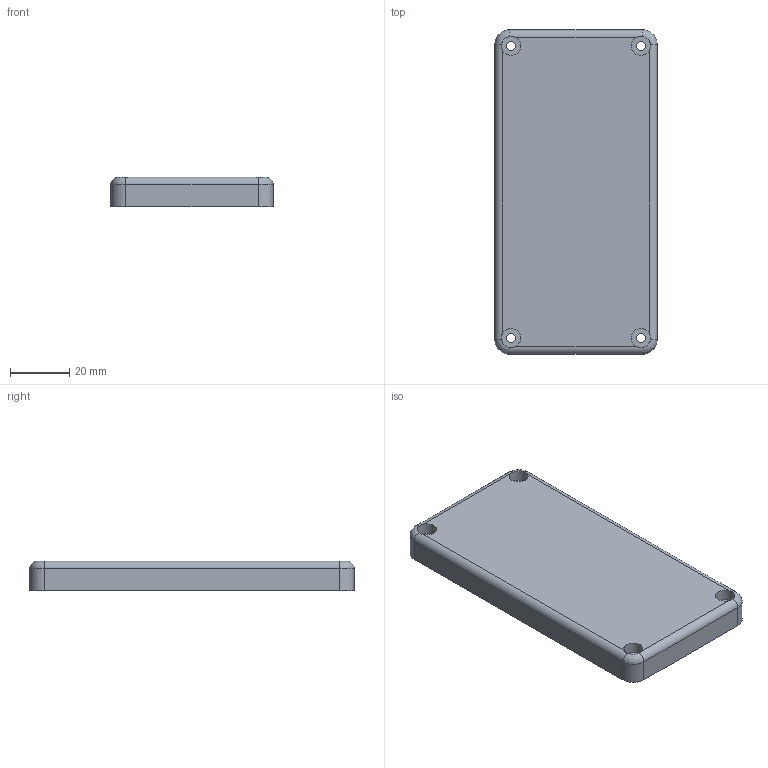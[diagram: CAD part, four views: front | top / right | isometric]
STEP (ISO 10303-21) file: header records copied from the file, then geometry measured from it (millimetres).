
FILE_DESCRIPTION(/* description */ (''),/* implementation_level */ '2;1');
FILE_NAME(/* name */ 'Front_senseEle_PCB_Antenna_rev1_Enclosure_V2.step',/* time_stamp */ '2019-12-02T16:01:04+06:00',/* author */ (''),/* organization */ (''),/* preprocessor_version */ 'ST-DEVELOPER v18',/* originating_system */ 'Autodesk Translation Framework v8.12.0.6',/* authorisation */ '');
FILE_SCHEMA (('AUTOMOTIVE_DESIGN { 1 0 10303 214 3 1 1 }'));
Length unit declared in the file: millimetre
Products named in the file (1): senseEle_PCB_Antenna_rev1_Enclosure_V2
Bounding box: 55 x 110 x 10 mm (x, y, z)
Volume: 28239.1 mm3; surface area: 19543.6 mm2
Topology: 1 solids, 1 shells, 122 faces, 331 edges, 218 vertices
Faces by surface type: plane 65, cylinder 53, bspline 4
Full cylindrical faces by diameter (mm): 3 x4, 6.5 x4
Entity records: 3979 total; most frequent: CARTESIAN_POINT 798, DIRECTION 663, ORIENTED_EDGE 662, EDGE_CURVE 331, AXIS2_PLACEMENT_3D 227, VERTEX_POINT 218, LINE 209, VECTOR 209
